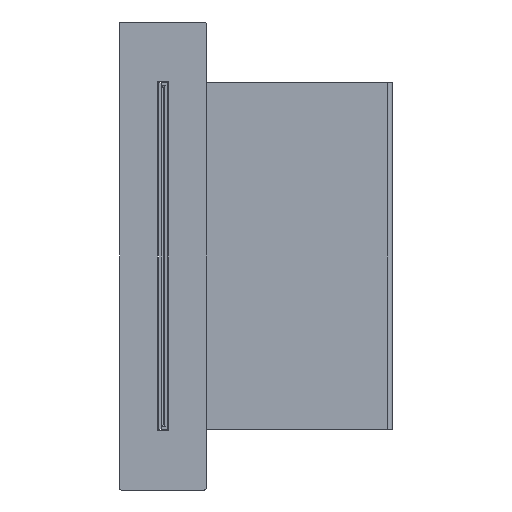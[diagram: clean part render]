
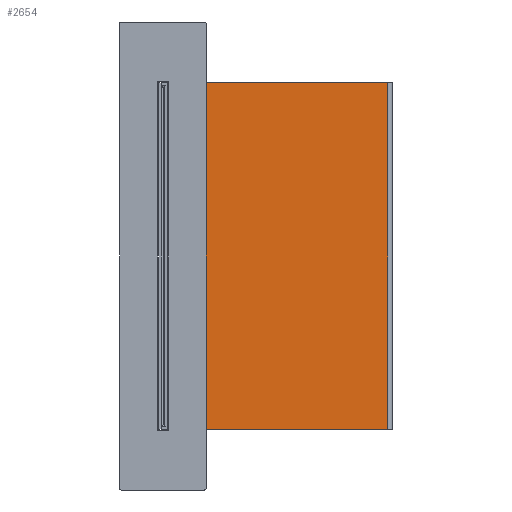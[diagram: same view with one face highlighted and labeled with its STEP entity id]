
A CAD part, left-side view. The second image highlights one B-rep face of the part: STEP entity #2654.
In plain terms, the highlighted planar face has unit normal (-1, 0, 0).
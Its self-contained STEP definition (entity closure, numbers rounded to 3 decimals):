
#3 = VERTEX_POINT ( 'NONE', #2210 ) ;
#84 = CARTESIAN_POINT ( 'NONE',  ( 5., 61.3, -500000. ) ) ;
#135 = DIRECTION ( 'NONE',  ( 0., -1., 0. ) ) ;
#291 = EDGE_CURVE ( 'NONE', #2981, #3, #806, .T. ) ;
#302 = LINE ( 'NONE', #512, #757 ) ;
#308 = EDGE_CURVE ( 'NONE', #1623, #2981, #2187, .T. ) ;
#367 = DIRECTION ( 'NONE',  ( -1., 0., 0. ) ) ;
#452 = ORIENTED_EDGE ( 'NONE', *, *, #308, .T. ) ;
#512 = CARTESIAN_POINT ( 'NONE',  ( 5., -67.5, -100. ) ) ;
#534 = ORIENTED_EDGE ( 'NONE', *, *, #291, .T. ) ;
#757 = VECTOR ( 'NONE', #1474, 1000. ) ;
#806 = LINE ( 'NONE', #1953, #933 ) ;
#933 = VECTOR ( 'NONE', #1755, 1000. ) ;
#1067 = ORIENTED_EDGE ( 'NONE', *, *, #2634, .T. ) ;
#1274 = VERTEX_POINT ( 'NONE', #1530 ) ;
#1299 = DIRECTION ( 'NONE',  ( 0., 0., -1. ) ) ;
#1400 = CARTESIAN_POINT ( 'NONE',  ( 5., -64.8, 100. ) ) ;
#1474 = DIRECTION ( 'NONE',  ( 0., 1., 0. ) ) ;
#1530 = CARTESIAN_POINT ( 'NONE',  ( 5., 61.3, -100. ) ) ;
#1535 = PLANE ( 'NONE',  #2447 ) ;
#1560 = EDGE_LOOP ( 'NONE', ( #534, #1067, #2922, #452 ) ) ;
#1623 = VERTEX_POINT ( 'NONE', #2133 ) ;
#1755 = DIRECTION ( 'NONE',  ( 0., 1., 0. ) ) ;
#1950 = FACE_OUTER_BOUND ( 'NONE', #1560, .T. ) ;
#1953 = CARTESIAN_POINT ( 'NONE',  ( 5., -64.8, 100. ) ) ;
#2133 = CARTESIAN_POINT ( 'NONE',  ( 5., -64.8, -100. ) ) ;
#2187 = LINE ( 'NONE', #2959, #2910 ) ;
#2210 = CARTESIAN_POINT ( 'NONE',  ( 5., 61.3, 100. ) ) ;
#2237 = DIRECTION ( 'NONE',  ( 0., 0., 1. ) ) ;
#2447 = AXIS2_PLACEMENT_3D ( 'NONE', #2479, #367, #135 ) ;
#2479 = CARTESIAN_POINT ( 'NONE',  ( 5., -2.5, -500000. ) ) ;
#2493 = LINE ( 'NONE', #84, #2545 ) ;
#2545 = VECTOR ( 'NONE', #1299, 1000. ) ;
#2634 = EDGE_CURVE ( 'NONE', #3, #1274, #2493, .T. ) ;
#2654 = ADVANCED_FACE ( 'NONE', ( #1950 ), #1535, .T. ) ;
#2910 = VECTOR ( 'NONE', #2237, 1000. ) ;
#2922 = ORIENTED_EDGE ( 'NONE', *, *, #3008, .F. ) ;
#2959 = CARTESIAN_POINT ( 'NONE',  ( 5., -64.8, -500000. ) ) ;
#2981 = VERTEX_POINT ( 'NONE', #1400 ) ;
#3008 = EDGE_CURVE ( 'NONE', #1623, #1274, #302, .T. ) ;
